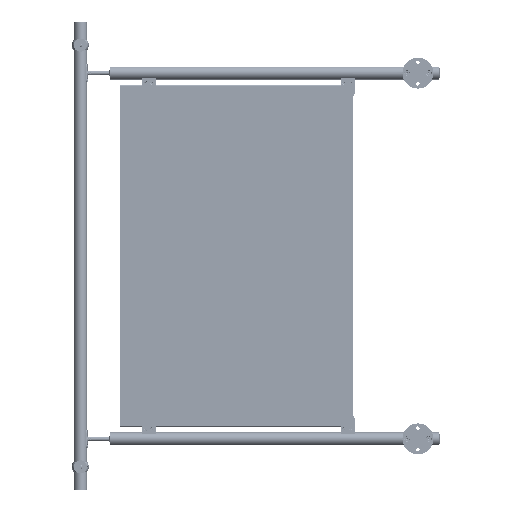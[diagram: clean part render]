
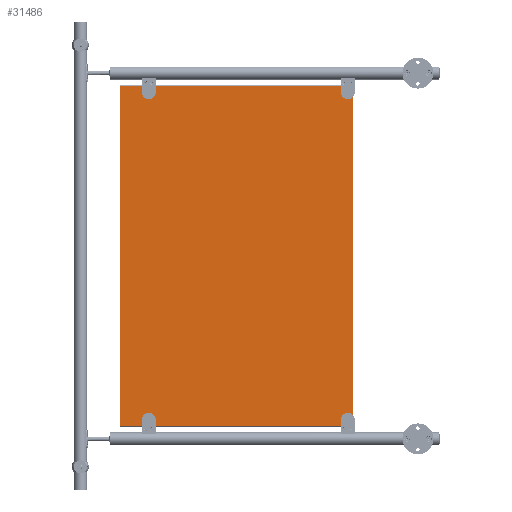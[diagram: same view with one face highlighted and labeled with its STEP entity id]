
A CAD part, left-side view. The second image highlights one B-rep face of the part: STEP entity #31486.
In plain terms, the highlighted planar face has unit normal (-1, 0, 0).
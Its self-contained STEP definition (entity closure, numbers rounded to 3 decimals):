
#1955 = CARTESIAN_POINT ( 'NONE',  ( -4.38, -374.5, -549.5 ) ) ;
#3876 = EDGE_CURVE ( 'NONE', #22056, #78116, #19493, .T. ) ;
#5400 = LINE ( 'NONE', #56814, #75414 ) ;
#6288 = EDGE_CURVE ( 'NONE', #48004, #76495, #5400, .T. ) ;
#13540 = DIRECTION ( 'NONE',  ( 0., 1., 0. ) ) ;
#14763 = CARTESIAN_POINT ( 'NONE',  ( -4.38, 374.5, -549.5 ) ) ;
#16326 = LINE ( 'NONE', #53752, #27115 ) ;
#16909 = ORIENTED_EDGE ( 'NONE', *, *, #3876, .T. ) ;
#17049 = EDGE_LOOP ( 'NONE', ( #16909, #54339, #77661, #69756 ) ) ;
#19493 = LINE ( 'NONE', #80244, #51954 ) ;
#22056 = VERTEX_POINT ( 'NONE', #14763 ) ;
#22629 = DIRECTION ( 'NONE',  ( 0., 0., 1. ) ) ;
#24652 = PLANE ( 'NONE',  #79917 ) ;
#27115 = VECTOR ( 'NONE', #22629, 1000. ) ;
#31486 = ADVANCED_FACE ( 'NONE', ( #41659 ), #24652, .F. ) ;
#32309 = LINE ( 'NONE', #76487, #37209 ) ;
#35409 = CARTESIAN_POINT ( 'NONE',  ( -4.38, 374.5, 549.5 ) ) ;
#37037 = CARTESIAN_POINT ( 'NONE',  ( -4.38, 0., 0. ) ) ;
#37209 = VECTOR ( 'NONE', #76237, 1000. ) ;
#37569 = DIRECTION ( 'NONE',  ( 0., 0., -1. ) ) ;
#41659 = FACE_OUTER_BOUND ( 'NONE', #17049, .T. ) ;
#42676 = DIRECTION ( 'NONE',  ( 0., -1., 0. ) ) ;
#48004 = VERTEX_POINT ( 'NONE', #68930 ) ;
#51944 = EDGE_CURVE ( 'NONE', #76495, #22056, #32309, .T. ) ;
#51954 = VECTOR ( 'NONE', #42676, 1000. ) ;
#53752 = CARTESIAN_POINT ( 'NONE',  ( -4.38, -374.5, 0. ) ) ;
#54339 = ORIENTED_EDGE ( 'NONE', *, *, #69892, .T. ) ;
#56814 = CARTESIAN_POINT ( 'NONE',  ( -4.38, 0., 549.5 ) ) ;
#68930 = CARTESIAN_POINT ( 'NONE',  ( -4.38, -374.5, 549.5 ) ) ;
#69756 = ORIENTED_EDGE ( 'NONE', *, *, #51944, .T. ) ;
#69892 = EDGE_CURVE ( 'NONE', #78116, #48004, #16326, .T. ) ;
#74542 = DIRECTION ( 'NONE',  ( 1., 0., 0. ) ) ;
#75414 = VECTOR ( 'NONE', #13540, 1000. ) ;
#76237 = DIRECTION ( 'NONE',  ( 0., 0., -1. ) ) ;
#76487 = CARTESIAN_POINT ( 'NONE',  ( -4.38, 374.5, 0. ) ) ;
#76495 = VERTEX_POINT ( 'NONE', #35409 ) ;
#77661 = ORIENTED_EDGE ( 'NONE', *, *, #6288, .T. ) ;
#78116 = VERTEX_POINT ( 'NONE', #1955 ) ;
#79917 = AXIS2_PLACEMENT_3D ( 'NONE', #37037, #74542, #37569 ) ;
#80244 = CARTESIAN_POINT ( 'NONE',  ( -4.38, 0., -549.5 ) ) ;
